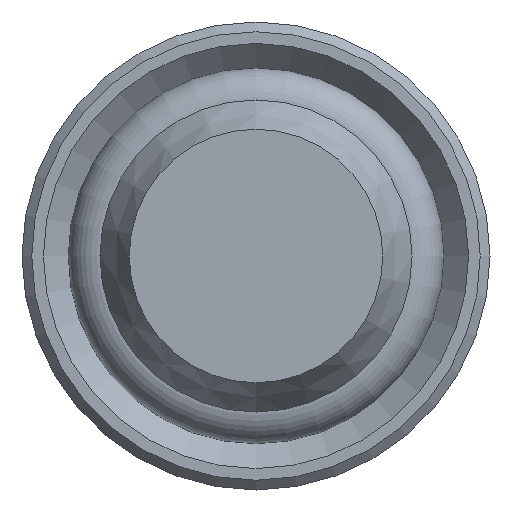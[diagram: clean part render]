
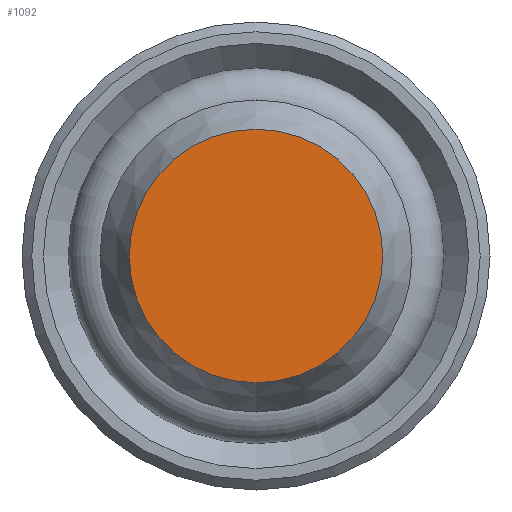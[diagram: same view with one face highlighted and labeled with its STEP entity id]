
A CAD part, front view. The second image highlights one B-rep face of the part: STEP entity #1092.
In plain terms, the highlighted planar face has unit normal (0, -1, 0).
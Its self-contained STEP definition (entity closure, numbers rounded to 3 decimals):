
#14 = ORIENTED_EDGE ( 'NONE', *, *, #1027, .T. ) ;
#55 = CIRCLE ( 'NONE', #950, 3.249 ) ;
#84 = VERTEX_POINT ( 'NONE', #370 ) ;
#93 = FACE_OUTER_BOUND ( 'NONE', #809, .T. ) ;
#370 = CARTESIAN_POINT ( 'NONE',  ( 0., 0., -3.249 ) ) ;
#380 = DIRECTION ( 'NONE',  ( 0., 0., -1. ) ) ;
#381 = DIRECTION ( 'NONE',  ( 0., -1., 0. ) ) ;
#383 = PLANE ( 'NONE',  #1057 ) ;
#385 = CARTESIAN_POINT ( 'NONE',  ( 3.249, 0., 0. ) ) ;
#656 = DIRECTION ( 'NONE',  ( 0., 0., -1. ) ) ;
#657 = DIRECTION ( 'NONE',  ( 0., -1., 0. ) ) ;
#658 = CARTESIAN_POINT ( 'NONE',  ( 0., 0., 0. ) ) ;
#809 = EDGE_LOOP ( 'NONE', ( #14 ) ) ;
#950 = AXIS2_PLACEMENT_3D ( 'NONE', #658, #657, #656 ) ;
#1027 = EDGE_CURVE ( 'NONE', #84, #84, #55, .T. ) ;
#1057 = AXIS2_PLACEMENT_3D ( 'NONE', #385, #381, #380 ) ;
#1092 = ADVANCED_FACE ( 'NONE', ( #93 ), #383, .T. ) ;
